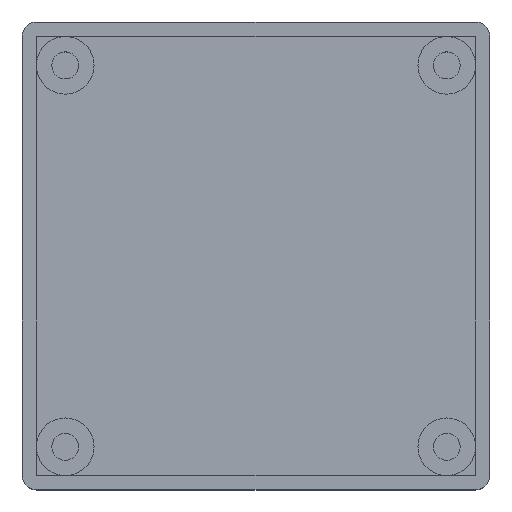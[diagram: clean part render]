
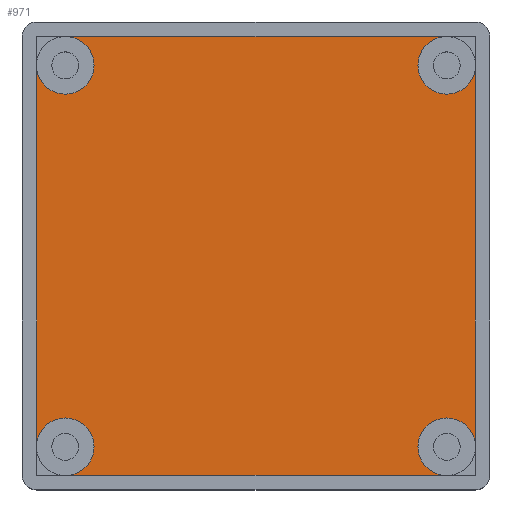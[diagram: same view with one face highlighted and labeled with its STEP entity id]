
A CAD part, top view. The second image highlights one B-rep face of the part: STEP entity #971.
In plain terms, the highlighted planar face has unit normal (0, 0, 1).
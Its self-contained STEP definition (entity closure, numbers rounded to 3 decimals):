
#623 = VERTEX_POINT('',#624);
#624 = CARTESIAN_POINT('',(2.,6.,3.));
#630 = EDGE_CURVE('',#623,#631,#633,.T.);
#631 = VERTEX_POINT('',#632);
#632 = CARTESIAN_POINT('',(2.,59.,3.));
#633 = LINE('',#634,#635);
#634 = CARTESIAN_POINT('',(2.,2.,3.));
#635 = VECTOR('',#636,1.);
#636 = DIRECTION('',(0.,1.,0.));
#682 = VERTEX_POINT('',#683);
#683 = CARTESIAN_POINT('',(59.,2.,3.));
#689 = EDGE_CURVE('',#682,#690,#692,.T.);
#690 = VERTEX_POINT('',#691);
#691 = CARTESIAN_POINT('',(6.,2.,3.));
#692 = LINE('',#693,#694);
#693 = CARTESIAN_POINT('',(63.,2.,3.));
#694 = VECTOR('',#695,1.);
#695 = DIRECTION('',(-1.,0.,0.));
#795 = VERTEX_POINT('',#796);
#796 = CARTESIAN_POINT('',(63.,59.,3.));
#802 = EDGE_CURVE('',#795,#803,#805,.T.);
#803 = VERTEX_POINT('',#804);
#804 = CARTESIAN_POINT('',(63.,6.,3.));
#805 = LINE('',#806,#807);
#806 = CARTESIAN_POINT('',(63.,63.,3.));
#807 = VECTOR('',#808,1.);
#808 = DIRECTION('',(0.,-1.,0.));
#838 = VERTEX_POINT('',#839);
#839 = CARTESIAN_POINT('',(6.,63.,3.));
#845 = EDGE_CURVE('',#838,#846,#848,.T.);
#846 = VERTEX_POINT('',#847);
#847 = CARTESIAN_POINT('',(59.,63.,3.));
#848 = LINE('',#849,#850);
#849 = CARTESIAN_POINT('',(2.,63.,3.));
#850 = VECTOR('',#851,1.);
#851 = DIRECTION('',(1.,0.,0.));
#971 = ADVANCED_FACE('',(#972),#1024,.T.);
#972 = FACE_BOUND('',#973,.T.);
#973 = EDGE_LOOP('',(#974,#975,#984,#991,#992,#1001,#1008,#1009,#1016,
    #1017));
#974 = ORIENTED_EDGE('',*,*,#845,.F.);
#975 = ORIENTED_EDGE('',*,*,#976,.F.);
#976 = EDGE_CURVE('',#977,#838,#979,.T.);
#977 = VERTEX_POINT('',#978);
#978 = CARTESIAN_POINT('',(10.,59.,3.));
#979 = CIRCLE('',#980,4.);
#980 = AXIS2_PLACEMENT_3D('',#981,#982,#983);
#981 = CARTESIAN_POINT('',(6.,59.,3.));
#982 = DIRECTION('',(0.,0.,1.));
#983 = DIRECTION('',(1.,0.,0.));
#984 = ORIENTED_EDGE('',*,*,#985,.F.);
#985 = EDGE_CURVE('',#631,#977,#986,.T.);
#986 = CIRCLE('',#987,4.);
#987 = AXIS2_PLACEMENT_3D('',#988,#989,#990);
#988 = CARTESIAN_POINT('',(6.,59.,3.));
#989 = DIRECTION('',(0.,0.,1.));
#990 = DIRECTION('',(1.,0.,0.));
#991 = ORIENTED_EDGE('',*,*,#630,.F.);
#992 = ORIENTED_EDGE('',*,*,#993,.F.);
#993 = EDGE_CURVE('',#994,#623,#996,.T.);
#994 = VERTEX_POINT('',#995);
#995 = CARTESIAN_POINT('',(10.,6.,3.));
#996 = CIRCLE('',#997,4.);
#997 = AXIS2_PLACEMENT_3D('',#998,#999,#1000);
#998 = CARTESIAN_POINT('',(6.,6.,3.));
#999 = DIRECTION('',(0.,0.,1.));
#1000 = DIRECTION('',(1.,0.,0.));
#1001 = ORIENTED_EDGE('',*,*,#1002,.F.);
#1002 = EDGE_CURVE('',#690,#994,#1003,.T.);
#1003 = CIRCLE('',#1004,4.);
#1004 = AXIS2_PLACEMENT_3D('',#1005,#1006,#1007);
#1005 = CARTESIAN_POINT('',(6.,6.,3.));
#1006 = DIRECTION('',(0.,0.,1.));
#1007 = DIRECTION('',(1.,0.,0.));
#1008 = ORIENTED_EDGE('',*,*,#689,.F.);
#1009 = ORIENTED_EDGE('',*,*,#1010,.F.);
#1010 = EDGE_CURVE('',#803,#682,#1011,.T.);
#1011 = CIRCLE('',#1012,4.);
#1012 = AXIS2_PLACEMENT_3D('',#1013,#1014,#1015);
#1013 = CARTESIAN_POINT('',(59.,6.,3.));
#1014 = DIRECTION('',(0.,0.,1.));
#1015 = DIRECTION('',(1.,0.,0.));
#1016 = ORIENTED_EDGE('',*,*,#802,.F.);
#1017 = ORIENTED_EDGE('',*,*,#1018,.F.);
#1018 = EDGE_CURVE('',#846,#795,#1019,.T.);
#1019 = CIRCLE('',#1020,4.);
#1020 = AXIS2_PLACEMENT_3D('',#1021,#1022,#1023);
#1021 = CARTESIAN_POINT('',(59.,59.,3.));
#1022 = DIRECTION('',(0.,0.,1.));
#1023 = DIRECTION('',(1.,0.,0.));
#1024 = PLANE('',#1025);
#1025 = AXIS2_PLACEMENT_3D('',#1026,#1027,#1028);
#1026 = CARTESIAN_POINT('',(32.5,32.5,3.));
#1027 = DIRECTION('',(0.,0.,1.));
#1028 = DIRECTION('',(1.,0.,0.));
